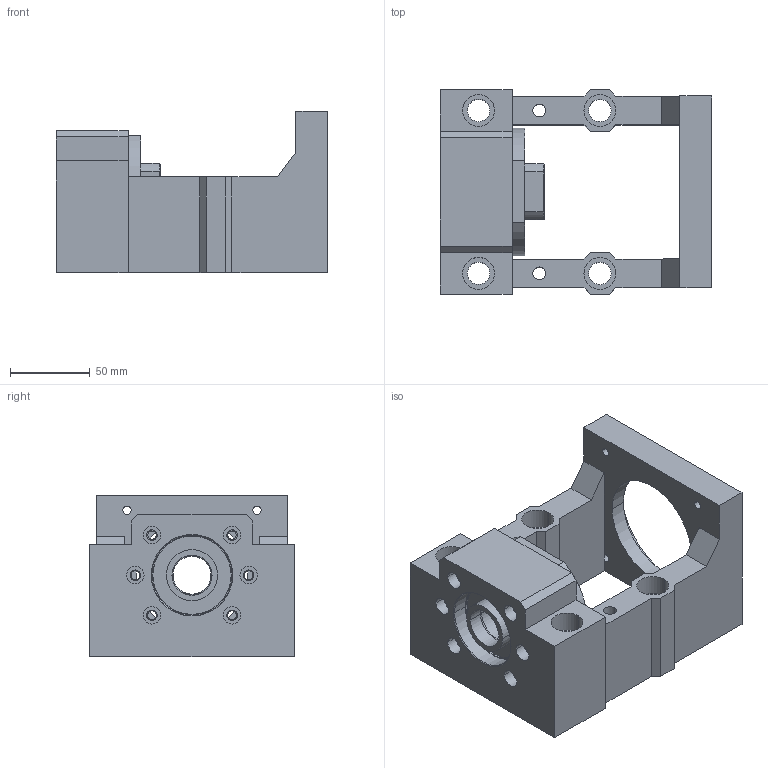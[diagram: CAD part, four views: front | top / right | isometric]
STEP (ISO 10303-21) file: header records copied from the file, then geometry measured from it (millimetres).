
FILE_DESCRIPTION(('CATIA V5 STEP Exchange'),'2;1');
FILE_NAME('TKZS25-100A-XT01580058.stp','2019-10-24T16:18:08+00:00',('none'),('none'),'CATIA Version 5 Release 20 GA (IN-10)','CATIA V5 STEP AP203','none');
FILE_SCHEMA(('CONFIG_CONTROL_DESIGN'));
Length unit declared in the file: millimetre
Products named in the file (1): TKZS25-100A-XT01580058_AllCATPart
Bounding box: 170 x 128 x 101 mm (x, y, z)
Volume: 771244.8 mm3; surface area: 138208.6 mm2
Topology: 1 solids, 4 shells, 215 faces, 514 edges, 330 vertices
Faces by surface type: cylinder 102, plane 87, cone 18, torus 8
Entity records: 5779 total; most frequent: ORIENTED_EDGE 1028, CARTESIAN_POINT 1011, DIRECTION 774, EDGE_CURVE 514, AXIS2_PLACEMENT_3D 381, VERTEX_POINT 330, EDGE_LOOP 282, VECTOR 256
